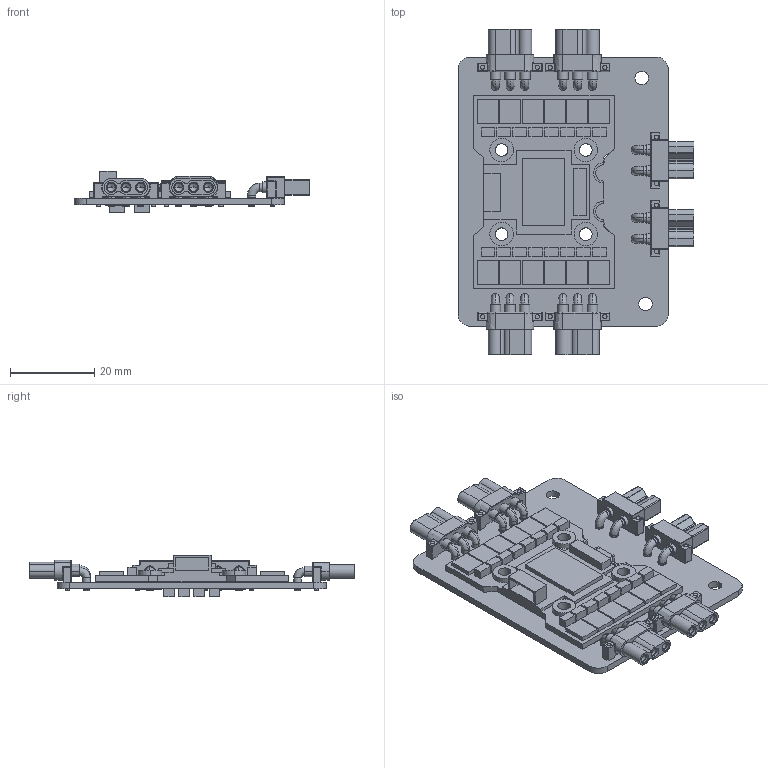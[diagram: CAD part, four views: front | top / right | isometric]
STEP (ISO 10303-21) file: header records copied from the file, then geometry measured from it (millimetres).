
FILE_DESCRIPTION(('KiCad electronic assembly'),'2;1');
FILE_NAME('Lumenier_Carrier_Board.step','2023-08-19T19:48:14',('Pcbnew') ,('Kicad'),'Open CASCADE STEP processor 7.6','KiCad to STEP converter' ,'Unknown');
FILE_SCHEMA(('AUTOMOTIVE_DESIGN { 1 0 10303 214 1 1 1 1 }'));
Length unit declared in the file: millimetre
Products named in the file (8): Lumenier_Carrier_Board 1; Amass MR30PW-FB; COMPOUND; XT30PW-F; SOLID; Lumenier_ESC; Lumenier_Carrier_Board PCB
Assembly tree (11 placements, depth 3):
  Lumenier_Carrier_Board 1
    Amass MR30PW-FB  x4
      COMPOUND
    XT30PW-F  x2
      SOLID
    Lumenier_ESC
      SOLID
    Lumenier_Carrier_Board PCB
Bounding box: 56.07 x 77.24 x 9.8 mm (x, y, z)
Volume: 9867.6 mm3; surface area: 16171.9 mm2
Topology: 28 solids, 28 shells, 1587 faces, 3685 edges, 2290 vertices
Faces by surface type: bspline 1491, cylinder 62, plane 34
Full cylindrical faces by diameter (mm): 1 x12, 1.9 x16, 3.2 x2
Entity records: 54074 total; most frequent: CARTESIAN_POINT 22458, B_SPLINE_CURVE_WITH_KNOTS 4836, ORIENTED_EDGE 4332, PCURVE 4332, DEFINITIONAL_REPRESENTATION 4332, EDGE_CURVE 2166, SURFACE_CURVE 2136, VERTEX_POINT 1391
